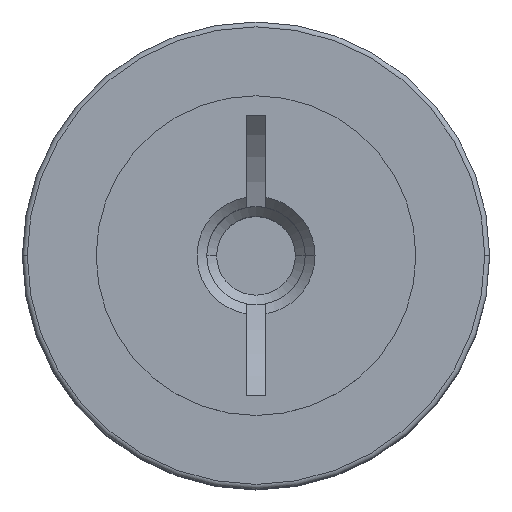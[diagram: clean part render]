
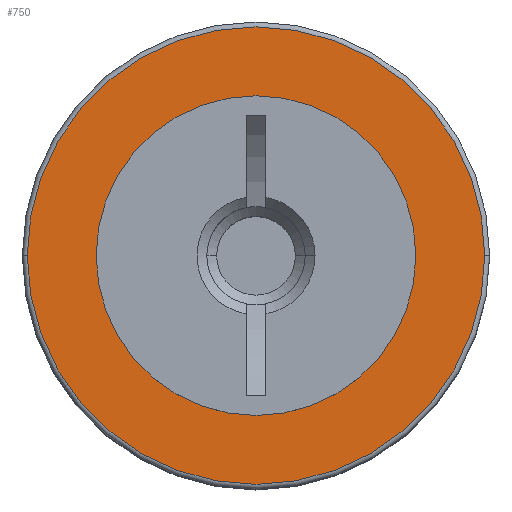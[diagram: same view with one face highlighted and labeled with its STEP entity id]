
A CAD part, top view. The second image highlights one B-rep face of the part: STEP entity #750.
In plain terms, the highlighted planar face has unit normal (0, 0, 1).
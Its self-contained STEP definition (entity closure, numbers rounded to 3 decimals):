
#12 = ORIENTED_EDGE ( 'NONE', *, *, #429, .F. ) ;
#202 = AXIS2_PLACEMENT_3D ( 'NONE', #2448, #2421, #2415 ) ;
#281 = AXIS2_PLACEMENT_3D ( 'NONE', #2170, #2168, #2164 ) ;
#304 = CIRCLE ( 'NONE', #2224, 6.5 ) ;
#392 = CARTESIAN_POINT ( 'NONE',  ( 9.3, 0., 34.5 ) ) ;
#400 = AXIS2_PLACEMENT_3D ( 'NONE', #1309, #2331, #1972 ) ;
#415 = EDGE_CURVE ( 'NONE', #2291, #2058, #541, .T. ) ;
#429 = EDGE_CURVE ( 'NONE', #1183, #532, #304, .T. ) ;
#448 = DIRECTION ( 'NONE',  ( 1., 0., 0. ) ) ;
#519 = CARTESIAN_POINT ( 'NONE',  ( -9.3, 0., 34.5 ) ) ;
#532 = VERTEX_POINT ( 'NONE', #2008 ) ;
#541 = CIRCLE ( 'NONE', #281, 9.3 ) ;
#556 = ORIENTED_EDGE ( 'NONE', *, *, #1154, .F. ) ;
#597 = FACE_OUTER_BOUND ( 'NONE', #1301, .T. ) ;
#601 = EDGE_LOOP ( 'NONE', ( #556, #12 ) ) ;
#722 = PLANE ( 'NONE',  #202 ) ;
#750 = ADVANCED_FACE ( 'NONE', ( #2625, #597 ), #722, .F. ) ;
#873 = CARTESIAN_POINT ( 'NONE',  ( -6.5, 0., 34.5 ) ) ;
#1110 = EDGE_CURVE ( 'NONE', #2058, #2291, #2084, .T. ) ;
#1154 = EDGE_CURVE ( 'NONE', #532, #1183, #1485, .T. ) ;
#1183 = VERTEX_POINT ( 'NONE', #873 ) ;
#1268 = AXIS2_PLACEMENT_3D ( 'NONE', #1734, #1936, #448 ) ;
#1301 = EDGE_LOOP ( 'NONE', ( #2262, #1597 ) ) ;
#1309 = CARTESIAN_POINT ( 'NONE',  ( 0., 0., 34.5 ) ) ;
#1485 = CIRCLE ( 'NONE', #1268, 6.5 ) ;
#1597 = ORIENTED_EDGE ( 'NONE', *, *, #415, .T. ) ;
#1734 = CARTESIAN_POINT ( 'NONE',  ( 0., 0., 34.5 ) ) ;
#1936 = DIRECTION ( 'NONE',  ( 0., 0., 1. ) ) ;
#1972 = DIRECTION ( 'NONE',  ( 1., 0., 0. ) ) ;
#2008 = CARTESIAN_POINT ( 'NONE',  ( 6.5, 0., 34.5 ) ) ;
#2058 = VERTEX_POINT ( 'NONE', #392 ) ;
#2084 = CIRCLE ( 'NONE', #400, 9.3 ) ;
#2103 = DIRECTION ( 'NONE',  ( 1., 0., 0. ) ) ;
#2108 = DIRECTION ( 'NONE',  ( 0., 0., 1. ) ) ;
#2119 = CARTESIAN_POINT ( 'NONE',  ( 0., 0., 34.5 ) ) ;
#2164 = DIRECTION ( 'NONE',  ( 1., 0., 0. ) ) ;
#2168 = DIRECTION ( 'NONE',  ( 0., 0., 1. ) ) ;
#2170 = CARTESIAN_POINT ( 'NONE',  ( 0., 0., 34.5 ) ) ;
#2224 = AXIS2_PLACEMENT_3D ( 'NONE', #2119, #2108, #2103 ) ;
#2262 = ORIENTED_EDGE ( 'NONE', *, *, #1110, .T. ) ;
#2291 = VERTEX_POINT ( 'NONE', #519 ) ;
#2331 = DIRECTION ( 'NONE',  ( 0., 0., 1. ) ) ;
#2415 = DIRECTION ( 'NONE',  ( -1., 0., 0. ) ) ;
#2421 = DIRECTION ( 'NONE',  ( 0., 0., -1. ) ) ;
#2448 = CARTESIAN_POINT ( 'NONE',  ( 0., 9.3, 34.5 ) ) ;
#2625 = FACE_BOUND ( 'NONE', #601, .T. ) ;
